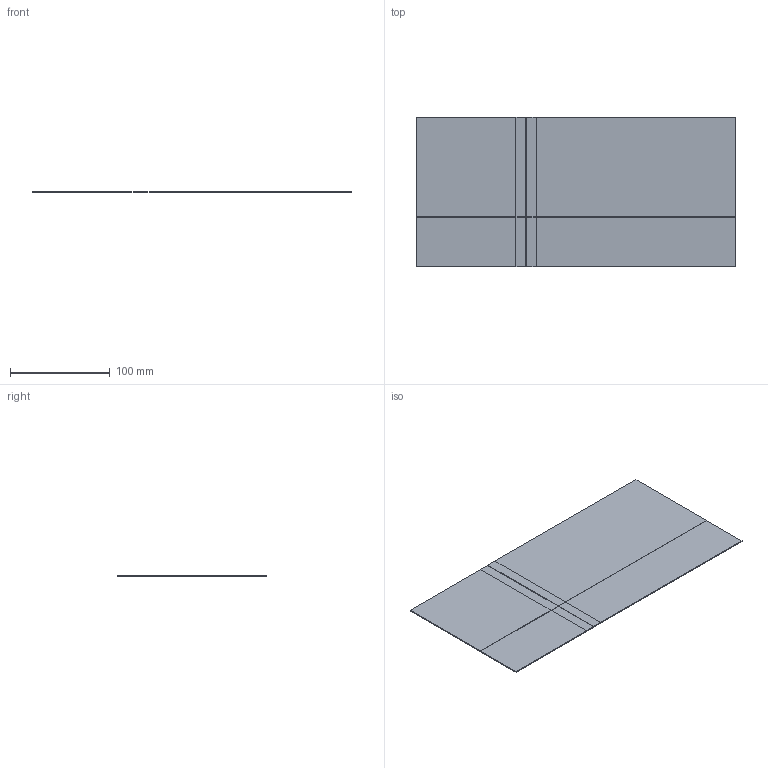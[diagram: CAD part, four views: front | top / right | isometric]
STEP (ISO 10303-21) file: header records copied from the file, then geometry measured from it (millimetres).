
FILE_DESCRIPTION(('Open CASCADE Model'),'2;1');
FILE_NAME('Open CASCADE Shape Model','2015-12-15T16:53:21',('Author'),( 'Open CASCADE'),'Open CASCADE STEP processor 6.9','Open CASCADE 6.9' ,'Unknown');
FILE_SCHEMA(('AUTOMOTIVE_DESIGN { 1 0 10303 214 1 1 1 1 }'));
Length unit declared in the file: metre
Products named in the file (2): Open CASCADE STEP translator 6.9 1; Open CASCADE STEP translator 6.9 1.1
Assembly tree (1 placements, depth 2):
  Open CASCADE STEP translator 6.9 1
    Open CASCADE STEP translator 6.9 1.1
Bounding box: 320.5 x 150.33 x 1 mm (x, y, z)
Surface area: 101026 mm2 (no closed solid volume)
Topology: 0 solids, 23 shells, 138 faces, 276 edges, 184 vertices
Faces by surface type: plane 138
Entity records: 4424 total; most frequent: DIRECTION 728, CARTESIAN_POINT 670, LINE 468, VECTOR 468, ORIENTED_EDGE 424, PCURVE 312, DEFINITIONAL_REPRESENTATION 312, EDGE_CURVE 156
